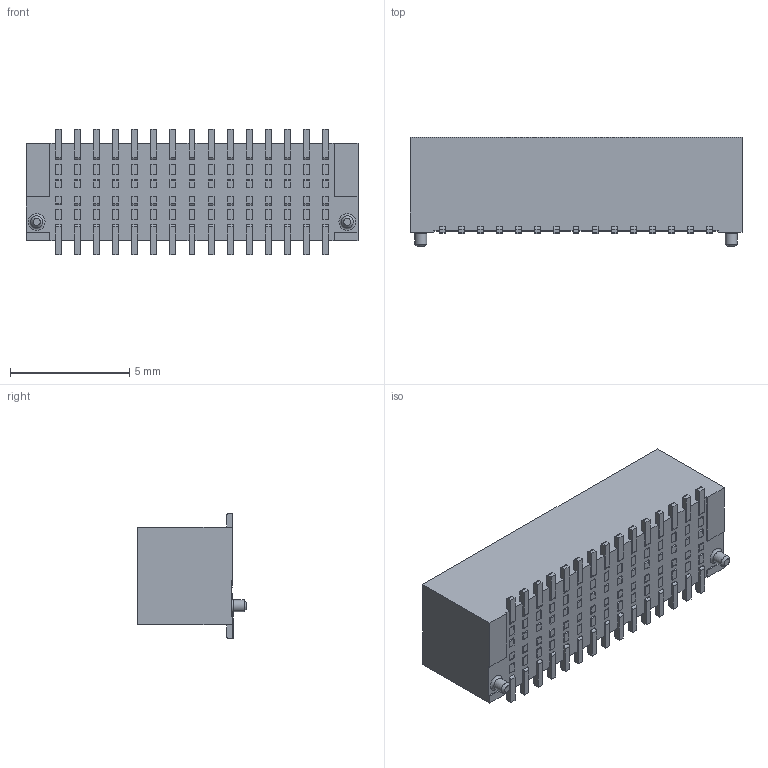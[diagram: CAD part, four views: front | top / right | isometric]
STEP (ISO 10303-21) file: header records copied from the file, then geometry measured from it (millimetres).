
FILE_DESCRIPTION( ('This file contains a STEP AP42 implementation' ,'as created by ZW3D STEP Interface translator.') ,'2;1' );
FILE_NAME( '3610-SXXX-040XXR01.stp' ,'23 317. 82421', (''), ('ZWCAD Software Co.'), 'Version 1.0', 'ZW3D to STEP translator', '' );
FILE_SCHEMA(('AUTOMOTIVE_DESIGN { 1 0 10303 214 1 1 1 1 }'));
Length unit declared in the file: millimetre
Products named in the file (2): 0; 3610-SXXX-040XXR01
Bounding box: 13.9 x 4.57 x 5.25 mm (x, y, z)
Volume: 185.9 mm3; surface area: 401.9 mm2
Topology: 1 solids, 1 shells, 1613 faces, 4300 edges, 2780 vertices
Faces by surface type: plane 1199, cylinder 410, cone 2, torus 2
Full cylindrical faces by diameter (mm): 0.5 x2
Entity records: 51335 total; most frequent: CARTESIAN_POINT 8696, ORIENTED_EDGE 8614, DIRECTION 8355, EDGE_CURVE 4301, VECTOR 3475, LINE 3475, VERTEX_POINT 2781, AXIS2_PLACEMENT_3D 2440
